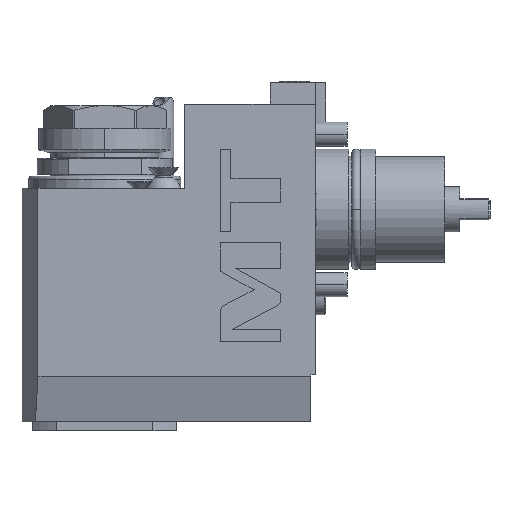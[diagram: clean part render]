
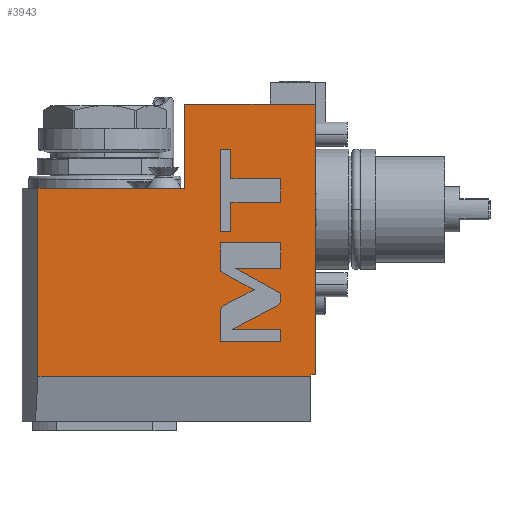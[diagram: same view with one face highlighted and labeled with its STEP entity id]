
A CAD part, front view. The second image highlights one B-rep face of the part: STEP entity #3943.
In plain terms, the highlighted planar face has unit normal (0, -1, 0).
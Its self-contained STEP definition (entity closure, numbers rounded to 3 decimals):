
#299=DIRECTION('',(-1.,0.,0.));
#300=VECTOR('',#299,43.5);
#301=CARTESIAN_POINT('',(0.,-35.,35.));
#302=LINE('',#301,#300);
#327=DIRECTION('',(0.,0.,-1.));
#328=VECTOR('',#327,90.);
#329=CARTESIAN_POINT('',(0.,-35.,35.));
#330=LINE('',#329,#328);
#607=DIRECTION('',(0.,0.,1.));
#608=VECTOR('',#607,62.5);
#609=CARTESIAN_POINT('',(-92.186,-35.,-55.5));
#610=LINE('',#609,#608);
#611=DIRECTION('',(1.,0.,0.));
#612=VECTOR('',#611,48.686);
#613=CARTESIAN_POINT('',(-92.186,-35.,7.));
#614=LINE('',#613,#612);
#615=DIRECTION('',(0.,0.,-1.));
#616=VECTOR('',#615,28.);
#617=CARTESIAN_POINT('',(-43.5,-35.,35.));
#618=LINE('',#617,#616);
#619=DIRECTION('',(-1.,0.,0.));
#620=VECTOR('',#619,1.5);
#621=CARTESIAN_POINT('',(0.,-35.,-55.));
#622=LINE('',#621,#620);
#623=DIRECTION('',(0.,0.,1.));
#624=VECTOR('',#623,0.5);
#625=CARTESIAN_POINT('',(-1.5,-35.,-55.5));
#626=LINE('',#625,#624);
#627=DIRECTION('',(0.888,0.,0.459));
#628=VECTOR('',#627,16.774);
#629=CARTESIAN_POINT('',(-27.702,-35.,-39.84));
#630=LINE('',#629,#628);
#631=CARTESIAN_POINT('',(-12.802,-35.,-32.136));
#632=CARTESIAN_POINT('',(-11.998,-35.,-31.72));
#633=CARTESIAN_POINT('',(-11.5,-35.,-30.899));
#634=CARTESIAN_POINT('',(-11.5,-35.,-29.994));
#636=DIRECTION('',(0.,0.,1.));
#637=VECTOR('',#636,2.086);
#638=CARTESIAN_POINT('',(-11.5,-35.,-29.994));
#639=LINE('',#638,#637);
#640=DIRECTION('',(-0.877,0.,0.481));
#641=VECTOR('',#640,17.353);
#642=CARTESIAN_POINT('',(-11.5,-35.,-27.908));
#643=LINE('',#642,#641);
#644=DIRECTION('',(1.,0.,0.));
#645=VECTOR('',#644,15.212);
#646=CARTESIAN_POINT('',(-26.712,-35.,-19.558));
#647=LINE('',#646,#645);
#648=DIRECTION('',(0.,0.,1.));
#649=VECTOR('',#648,8.416);
#650=CARTESIAN_POINT('',(-11.5,-35.,-19.558));
#651=LINE('',#650,#649);
#652=DIRECTION('',(-1.,0.,0.));
#653=VECTOR('',#652,20.);
#654=CARTESIAN_POINT('',(-11.5,-35.,-11.142));
#655=LINE('',#654,#653);
#656=DIRECTION('',(0.,0.,-1.));
#657=VECTOR('',#656,9.488);
#658=CARTESIAN_POINT('',(-31.5,-35.,-11.142));
#659=LINE('',#658,#657);
#660=DIRECTION('',(0.877,0.,-0.481));
#661=VECTOR('',#660,12.681);
#662=CARTESIAN_POINT('',(-31.5,-35.,-20.63));
#663=LINE('',#662,#661);
#664=DIRECTION('',(-0.888,0.,-0.459));
#665=VECTOR('',#664,11.049);
#666=CARTESIAN_POINT('',(-20.384,-35.,-26.732));
#667=LINE('',#666,#665);
#668=CARTESIAN_POINT('',(-30.198,-35.,-31.807));
#669=CARTESIAN_POINT('',(-31.001,-35.,-32.222));
#670=CARTESIAN_POINT('',(-31.5,-35.,-33.042));
#671=CARTESIAN_POINT('',(-31.5,-35.,-33.946));
#673=DIRECTION('',(0.,0.,-1.));
#674=VECTOR('',#673,10.054);
#675=CARTESIAN_POINT('',(-31.5,-35.,-33.946));
#676=LINE('',#675,#674);
#677=DIRECTION('',(1.,0.,0.));
#678=VECTOR('',#677,20.);
#679=CARTESIAN_POINT('',(-31.5,-35.,-44.));
#680=LINE('',#679,#678);
#681=DIRECTION('',(0.,0.,1.));
#682=VECTOR('',#681,4.16);
#683=CARTESIAN_POINT('',(-11.5,-35.,-44.));
#684=LINE('',#683,#682);
#685=DIRECTION('',(-1.,0.,0.));
#686=VECTOR('',#685,16.202);
#687=CARTESIAN_POINT('',(-11.5,-35.,-39.84));
#688=LINE('',#687,#686);
#689=DIRECTION('',(1.,0.,0.));
#690=VECTOR('',#689,16.594);
#691=CARTESIAN_POINT('',(-28.094,-35.,2.308));
#692=LINE('',#691,#690);
#693=DIRECTION('',(0.,0.,1.));
#694=VECTOR('',#693,7.922);
#695=CARTESIAN_POINT('',(-11.5,-35.,2.308));
#696=LINE('',#695,#694);
#697=DIRECTION('',(-1.,0.,0.));
#698=VECTOR('',#697,16.594);
#699=CARTESIAN_POINT('',(-11.5,-35.,10.23));
#700=LINE('',#699,#698);
#701=DIRECTION('',(0.,0.,1.));
#702=VECTOR('',#701,9.696);
#703=CARTESIAN_POINT('',(-28.094,-35.,10.23));
#704=LINE('',#703,#702);
#705=DIRECTION('',(-1.,0.,0.));
#706=VECTOR('',#705,3.406);
#707=CARTESIAN_POINT('',(-28.094,-35.,19.926));
#708=LINE('',#707,#706);
#709=DIRECTION('',(0.,0.,-1.));
#710=VECTOR('',#709,27.314);
#711=CARTESIAN_POINT('',(-31.5,-35.,19.926));
#712=LINE('',#711,#710);
#713=DIRECTION('',(1.,0.,0.));
#714=VECTOR('',#713,3.406);
#715=CARTESIAN_POINT('',(-31.5,-35.,-7.388));
#716=LINE('',#715,#714);
#717=DIRECTION('',(0.,0.,1.));
#718=VECTOR('',#717,9.696);
#719=CARTESIAN_POINT('',(-28.094,-35.,-7.388));
#720=LINE('',#719,#718);
#725=DIRECTION('',(1.,0.,0.));
#726=VECTOR('',#725,90.686);
#727=CARTESIAN_POINT('',(-92.186,-35.,-55.5));
#728=LINE('',#727,#726);
#2589=CARTESIAN_POINT('',(0.,-35.,-55.));
#2591=VERTEX_POINT('',#2589);
#2593=CARTESIAN_POINT('',(-1.5,-35.,-55.5));
#2594=CARTESIAN_POINT('',(-1.5,-35.,-55.));
#2595=VERTEX_POINT('',#2593);
#2596=VERTEX_POINT('',#2594);
#2605=CARTESIAN_POINT('',(0.,-35.,35.));
#2606=VERTEX_POINT('',#2605);
#2665=CARTESIAN_POINT('',(-43.5,-35.,35.));
#2666=CARTESIAN_POINT('',(-43.5,-35.,7.));
#2667=VERTEX_POINT('',#2665);
#2668=VERTEX_POINT('',#2666);
#2677=CARTESIAN_POINT('',(-92.186,-35.,7.));
#2678=VERTEX_POINT('',#2677);
#2686=CARTESIAN_POINT('',(-92.186,-35.,-55.5));
#2688=VERTEX_POINT('',#2686);
#3089=CARTESIAN_POINT('',(-27.702,-35.,-39.84));
#3090=VERTEX_POINT('',#3089);
#3091=CARTESIAN_POINT('',(-12.802,-35.,-32.136));
#3092=VERTEX_POINT('',#3091);
#3093=CARTESIAN_POINT('',(-11.5,-35.,-29.994));
#3094=VERTEX_POINT('',#3093);
#3095=CARTESIAN_POINT('',(-11.5,-35.,-27.908));
#3096=VERTEX_POINT('',#3095);
#3097=CARTESIAN_POINT('',(-26.712,-35.,-19.558));
#3098=VERTEX_POINT('',#3097);
#3099=CARTESIAN_POINT('',(-11.5,-35.,-19.558));
#3100=VERTEX_POINT('',#3099);
#3101=CARTESIAN_POINT('',(-11.5,-35.,-11.142));
#3102=VERTEX_POINT('',#3101);
#3103=CARTESIAN_POINT('',(-31.5,-35.,-11.142));
#3104=VERTEX_POINT('',#3103);
#3105=CARTESIAN_POINT('',(-31.5,-35.,-20.63));
#3106=VERTEX_POINT('',#3105);
#3107=CARTESIAN_POINT('',(-20.384,-35.,-26.732));
#3108=VERTEX_POINT('',#3107);
#3109=CARTESIAN_POINT('',(-30.198,-35.,-31.807));
#3110=VERTEX_POINT('',#3109);
#3111=CARTESIAN_POINT('',(-31.5,-35.,-33.946));
#3112=VERTEX_POINT('',#3111);
#3113=CARTESIAN_POINT('',(-31.5,-35.,-44.));
#3114=VERTEX_POINT('',#3113);
#3115=CARTESIAN_POINT('',(-11.5,-35.,-44.));
#3116=VERTEX_POINT('',#3115);
#3117=CARTESIAN_POINT('',(-11.5,-35.,-39.84));
#3118=VERTEX_POINT('',#3117);
#3119=CARTESIAN_POINT('',(-28.094,-35.,2.308));
#3120=VERTEX_POINT('',#3119);
#3121=CARTESIAN_POINT('',(-11.5,-35.,2.308));
#3122=VERTEX_POINT('',#3121);
#3123=CARTESIAN_POINT('',(-11.5,-35.,10.23));
#3124=VERTEX_POINT('',#3123);
#3125=CARTESIAN_POINT('',(-28.094,-35.,10.23));
#3126=VERTEX_POINT('',#3125);
#3127=CARTESIAN_POINT('',(-28.094,-35.,19.926));
#3128=VERTEX_POINT('',#3127);
#3129=CARTESIAN_POINT('',(-31.5,-35.,19.926));
#3130=VERTEX_POINT('',#3129);
#3131=CARTESIAN_POINT('',(-31.5,-35.,-7.388));
#3132=VERTEX_POINT('',#3131);
#3133=CARTESIAN_POINT('',(-28.094,-35.,-7.388));
#3134=VERTEX_POINT('',#3133);
#3875=CARTESIAN_POINT('',(-23.5,-35.,35.));
#3876=DIRECTION('',(0.,-1.,0.));
#3877=DIRECTION('',(0.,0.,-1.));
#3878=AXIS2_PLACEMENT_3D('',#3875,#3876,#3877);
#3879=PLANE('',#3878);
#3881=ORIENTED_EDGE('',*,*,#3880,.F.);
#3883=ORIENTED_EDGE('',*,*,#3882,.T.);
#3884=ORIENTED_EDGE('',*,*,#3314,.T.);
#3886=ORIENTED_EDGE('',*,*,#3885,.F.);
#3887=ORIENTED_EDGE('',*,*,#3468,.F.);
#3888=ORIENTED_EDGE('',*,*,#3507,.T.);
#3889=ORIENTED_EDGE('',*,*,#3853,.T.);
#3890=ORIENTED_EDGE('',*,*,#3863,.F.);
#3891=EDGE_LOOP('',(#3881,#3883,#3884,#3886,#3887,#3888,#3889,#3890));
#3892=FACE_OUTER_BOUND('',#3891,.F.);
#3894=ORIENTED_EDGE('',*,*,#3893,.T.);
#3896=ORIENTED_EDGE('',*,*,#3895,.T.);
#3898=ORIENTED_EDGE('',*,*,#3897,.T.);
#3900=ORIENTED_EDGE('',*,*,#3899,.T.);
#3902=ORIENTED_EDGE('',*,*,#3901,.T.);
#3904=ORIENTED_EDGE('',*,*,#3903,.T.);
#3906=ORIENTED_EDGE('',*,*,#3905,.T.);
#3908=ORIENTED_EDGE('',*,*,#3907,.T.);
#3910=ORIENTED_EDGE('',*,*,#3909,.T.);
#3912=ORIENTED_EDGE('',*,*,#3911,.T.);
#3914=ORIENTED_EDGE('',*,*,#3913,.T.);
#3916=ORIENTED_EDGE('',*,*,#3915,.T.);
#3918=ORIENTED_EDGE('',*,*,#3917,.T.);
#3920=ORIENTED_EDGE('',*,*,#3919,.T.);
#3922=ORIENTED_EDGE('',*,*,#3921,.T.);
#3923=EDGE_LOOP('',(#3894,#3896,#3898,#3900,#3902,#3904,#3906,#3908,#3910,#3912,
#3914,#3916,#3918,#3920,#3922));
#3924=FACE_BOUND('',#3923,.F.);
#3926=ORIENTED_EDGE('',*,*,#3925,.T.);
#3928=ORIENTED_EDGE('',*,*,#3927,.T.);
#3930=ORIENTED_EDGE('',*,*,#3929,.T.);
#3932=ORIENTED_EDGE('',*,*,#3931,.T.);
#3934=ORIENTED_EDGE('',*,*,#3933,.T.);
#3936=ORIENTED_EDGE('',*,*,#3935,.T.);
#3938=ORIENTED_EDGE('',*,*,#3937,.T.);
#3940=ORIENTED_EDGE('',*,*,#3939,.T.);
#3941=EDGE_LOOP('',(#3926,#3928,#3930,#3932,#3934,#3936,#3938,#3940));
#3942=FACE_BOUND('',#3941,.F.);
#3943=ADVANCED_FACE('',(#3892,#3924,#3942),#3879,.T.);
#635=B_SPLINE_CURVE_WITH_KNOTS('',3,(#631,#632,#633,#634),.UNSPECIFIED.,.F.,.F.,
(4,4),(0.,1.),.UNSPECIFIED.);
#672=B_SPLINE_CURVE_WITH_KNOTS('',3,(#668,#669,#670,#671),.UNSPECIFIED.,.F.,.F.,
(4,4),(0.,1.),.UNSPECIFIED.);
#3314=EDGE_CURVE('',#2678,#2668,#614,.T.);
#3468=EDGE_CURVE('',#2606,#2667,#302,.T.);
#3507=EDGE_CURVE('',#2606,#2591,#330,.T.);
#3853=EDGE_CURVE('',#2591,#2596,#622,.T.);
#3863=EDGE_CURVE('',#2595,#2596,#626,.T.);
#3880=EDGE_CURVE('',#2688,#2595,#728,.T.);
#3882=EDGE_CURVE('',#2688,#2678,#610,.T.);
#3885=EDGE_CURVE('',#2667,#2668,#618,.T.);
#3893=EDGE_CURVE('',#3090,#3092,#630,.T.);
#3895=EDGE_CURVE('',#3092,#3094,#635,.T.);
#3897=EDGE_CURVE('',#3094,#3096,#639,.T.);
#3899=EDGE_CURVE('',#3096,#3098,#643,.T.);
#3901=EDGE_CURVE('',#3098,#3100,#647,.T.);
#3903=EDGE_CURVE('',#3100,#3102,#651,.T.);
#3905=EDGE_CURVE('',#3102,#3104,#655,.T.);
#3907=EDGE_CURVE('',#3104,#3106,#659,.T.);
#3909=EDGE_CURVE('',#3106,#3108,#663,.T.);
#3911=EDGE_CURVE('',#3108,#3110,#667,.T.);
#3913=EDGE_CURVE('',#3110,#3112,#672,.T.);
#3915=EDGE_CURVE('',#3112,#3114,#676,.T.);
#3917=EDGE_CURVE('',#3114,#3116,#680,.T.);
#3919=EDGE_CURVE('',#3116,#3118,#684,.T.);
#3921=EDGE_CURVE('',#3118,#3090,#688,.T.);
#3925=EDGE_CURVE('',#3120,#3122,#692,.T.);
#3927=EDGE_CURVE('',#3122,#3124,#696,.T.);
#3929=EDGE_CURVE('',#3124,#3126,#700,.T.);
#3931=EDGE_CURVE('',#3126,#3128,#704,.T.);
#3933=EDGE_CURVE('',#3128,#3130,#708,.T.);
#3935=EDGE_CURVE('',#3130,#3132,#712,.T.);
#3937=EDGE_CURVE('',#3132,#3134,#716,.T.);
#3939=EDGE_CURVE('',#3134,#3120,#720,.T.);
